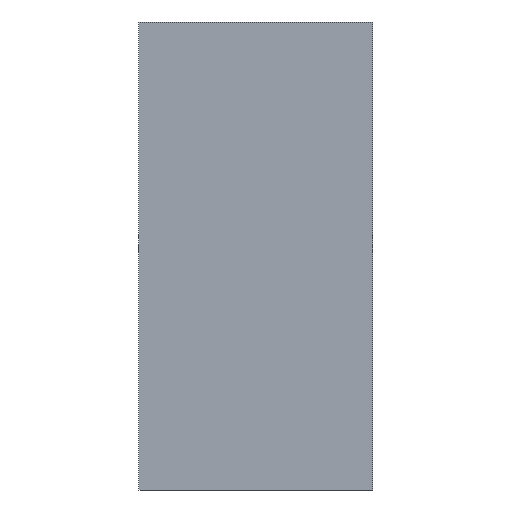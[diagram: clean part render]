
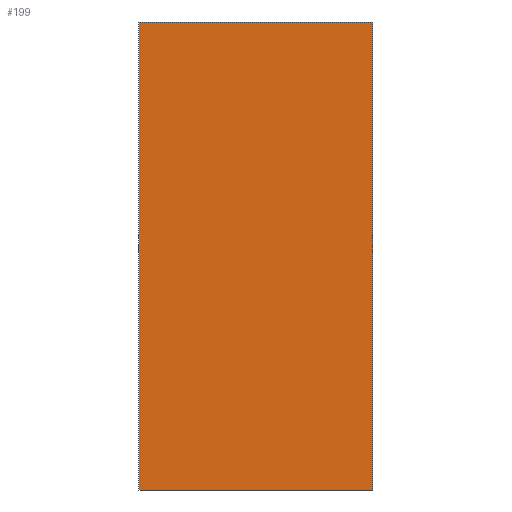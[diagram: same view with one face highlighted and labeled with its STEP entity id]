
A CAD part, front view. The second image highlights one B-rep face of the part: STEP entity #199.
In plain terms, the highlighted planar face has unit normal (0, -1, 0).
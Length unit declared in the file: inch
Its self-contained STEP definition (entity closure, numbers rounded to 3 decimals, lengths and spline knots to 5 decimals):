
#9 = VECTOR ( 'NONE', #102, 39.37008 ) ;
#11 = FACE_OUTER_BOUND ( 'NONE', #138, .T. ) ;
#42 = LINE ( 'NONE', #44, #165 ) ;
#43 = DIRECTION ( 'NONE',  ( 0., 0., -1. ) ) ;
#44 = CARTESIAN_POINT ( 'NONE',  ( 1., 0., -2. ) ) ;
#48 = DIRECTION ( 'NONE',  ( 0., 0., 1. ) ) ;
#49 = CARTESIAN_POINT ( 'NONE',  ( 0., 0., 0. ) ) ;
#50 = LINE ( 'NONE', #49, #162 ) ;
#74 = DIRECTION ( 'NONE',  ( 0., 0., -1. ) ) ;
#75 = DIRECTION ( 'NONE',  ( 0., -1., 0. ) ) ;
#76 = CARTESIAN_POINT ( 'NONE',  ( 0., 0., 0. ) ) ;
#80 = DIRECTION ( 'NONE',  ( -1., 0., 0. ) ) ;
#81 = CARTESIAN_POINT ( 'NONE',  ( 0., 0., -2. ) ) ;
#82 = LINE ( 'NONE', #81, #188 ) ;
#101 = PLANE ( 'NONE',  #189 ) ;
#102 = DIRECTION ( 'NONE',  ( 1., 0., 0. ) ) ;
#103 = CARTESIAN_POINT ( 'NONE',  ( 1., 0., 0. ) ) ;
#104 = LINE ( 'NONE', #103, #9 ) ;
#115 = CARTESIAN_POINT ( 'NONE',  ( 1., 0., -2. ) ) ;
#118 = CARTESIAN_POINT ( 'NONE',  ( 1., 0., 0. ) ) ;
#119 = CARTESIAN_POINT ( 'NONE',  ( 0., 0., 0. ) ) ;
#122 = CARTESIAN_POINT ( 'NONE',  ( 0., 0., -2. ) ) ;
#124 = ORIENTED_EDGE ( 'NONE', *, *, #197, .F. ) ;
#125 = ORIENTED_EDGE ( 'NONE', *, *, #206, .F. ) ;
#126 = ORIENTED_EDGE ( 'NONE', *, *, #190, .F. ) ;
#127 = ORIENTED_EDGE ( 'NONE', *, *, #208, .F. ) ;
#138 = EDGE_LOOP ( 'NONE', ( #126, #125, #124, #127 ) ) ;
#140 = VERTEX_POINT ( 'NONE', #122 ) ;
#143 = VERTEX_POINT ( 'NONE', #119 ) ;
#144 = VERTEX_POINT ( 'NONE', #118 ) ;
#147 = VERTEX_POINT ( 'NONE', #115 ) ;
#162 = VECTOR ( 'NONE', #48, 39.37008 ) ;
#165 = VECTOR ( 'NONE', #43, 39.37008 ) ;
#188 = VECTOR ( 'NONE', #80, 39.37008 ) ;
#189 = AXIS2_PLACEMENT_3D ( 'NONE', #76, #75, #74 ) ;
#190 = EDGE_CURVE ( 'NONE', #143, #144, #104, .T. ) ;
#197 = EDGE_CURVE ( 'NONE', #147, #140, #82, .T. ) ;
#199 = ADVANCED_FACE ( 'NONE', ( #11 ), #101, .T. ) ;
#206 = EDGE_CURVE ( 'NONE', #140, #143, #50, .T. ) ;
#208 = EDGE_CURVE ( 'NONE', #144, #147, #42, .T. ) ;
